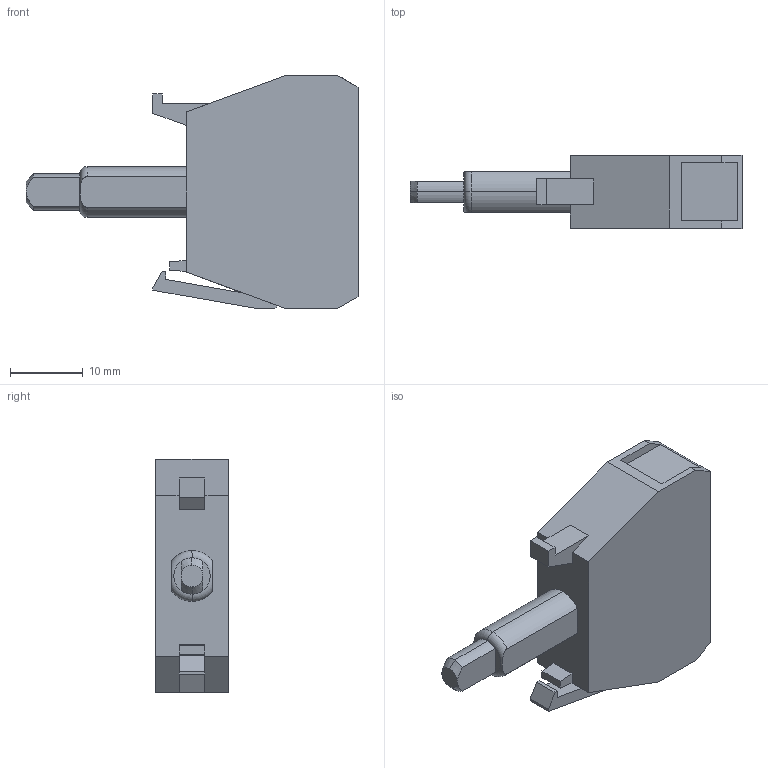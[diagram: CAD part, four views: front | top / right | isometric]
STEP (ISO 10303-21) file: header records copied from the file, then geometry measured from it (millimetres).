
FILE_DESCRIPTION(('starvars output'),'2;1');
FILE_NAME('ZBVBG4_3D.stp','10:54:20 2020/03/31',( 'Thomas Industrial Network Germany GmbH'),( 'Thomas Industrial Network Germany GmbH'),'unknown preprocess','ACIS' ,'unknown authorization');
FILE_SCHEMA(('AUTOMOTIVE_DESIGN_CC2 {UNKNOWN IMPLEMENTATION LEVEL}'));
Length unit declared in the file: millimetre
Products named in the file (1): PRODUCT_ID_36
Bounding box: 45.59 x 10 x 32 mm (x, y, z)
Volume: 7468.8 mm3; surface area: 3084 mm2
Topology: 1 solids, 1 shells, 63 faces, 156 edges, 100 vertices
Faces by surface type: plane 45, cylinder 12, cone 4, torus 2
Entity records: 2303 total; most frequent: CARTESIAN_POINT 331, ORIENTED_EDGE 312, DIRECTION 246, EDGE_CURVE 156, VECTOR 116, LINE 116, VERTEX_POINT 100, EDGE_LOOP 68
